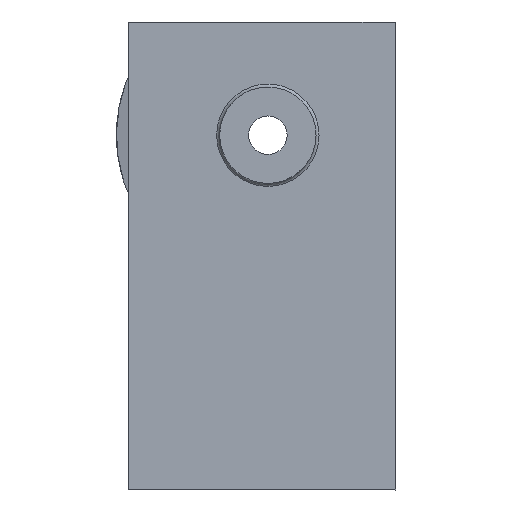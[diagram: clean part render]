
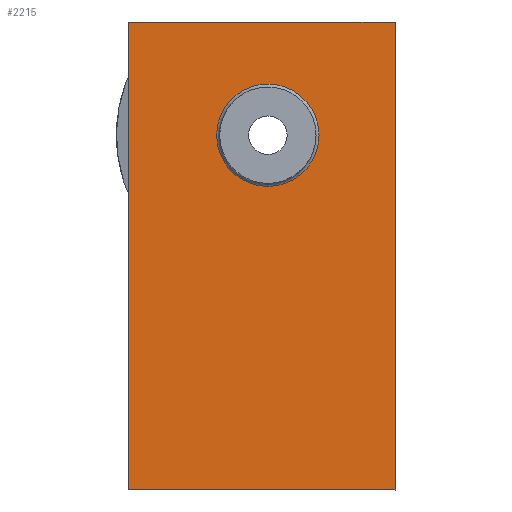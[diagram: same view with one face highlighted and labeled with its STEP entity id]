
A CAD part, left-side view. The second image highlights one B-rep face of the part: STEP entity #2215.
In plain terms, the highlighted planar face has unit normal (-1, 0, 0).
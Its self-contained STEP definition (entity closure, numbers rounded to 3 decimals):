
#65=FACE_BOUND('',#828,.T.);
#127=PLANE('',#2445);
#271=LINE('',#3645,#472);
#280=LINE('',#3663,#481);
#312=LINE('',#3781,#513);
#317=LINE('',#3801,#518);
#324=LINE('',#3849,#525);
#325=LINE('',#3850,#526);
#326=LINE('',#3851,#527);
#472=VECTOR('',#2937,10.);
#481=VECTOR('',#2956,10.);
#513=VECTOR('',#3044,10.);
#518=VECTOR('',#3055,10.);
#525=VECTOR('',#3080,10.);
#526=VECTOR('',#3081,10.);
#527=VECTOR('',#3082,10.);
#692=FACE_OUTER_BOUND('',#827,.T.);
#827=EDGE_LOOP('',(#2028,#2029,#2030,#2031,#2032,#2033,#2034));
#828=EDGE_LOOP('',(#2035));
#916=CIRCLE('',#2388,4.25);
#1085=VERTEX_POINT('',#3606);
#1099=VERTEX_POINT('',#3642);
#1100=VERTEX_POINT('',#3644);
#1104=VERTEX_POINT('',#3662);
#1126=VERTEX_POINT('',#3778);
#1127=VERTEX_POINT('',#3780);
#1132=VERTEX_POINT('',#3799);
#1136=VERTEX_POINT('',#3848);
#1356=EDGE_CURVE('',#1085,#1085,#916,.T.);
#1375=EDGE_CURVE('',#1100,#1099,#271,.T.);
#1384=EDGE_CURVE('',#1104,#1100,#280,.T.);
#1427=EDGE_CURVE('',#1127,#1126,#312,.T.);
#1435=EDGE_CURVE('',#1126,#1132,#317,.T.);
#1445=EDGE_CURVE('',#1099,#1136,#324,.T.);
#1446=EDGE_CURVE('',#1136,#1127,#325,.T.);
#1447=EDGE_CURVE('',#1132,#1104,#326,.T.);
#2028=ORIENTED_EDGE('',*,*,#1445,.T.);
#2029=ORIENTED_EDGE('',*,*,#1446,.T.);
#2030=ORIENTED_EDGE('',*,*,#1427,.T.);
#2031=ORIENTED_EDGE('',*,*,#1435,.T.);
#2032=ORIENTED_EDGE('',*,*,#1447,.T.);
#2033=ORIENTED_EDGE('',*,*,#1384,.T.);
#2034=ORIENTED_EDGE('',*,*,#1375,.T.);
#2035=ORIENTED_EDGE('',*,*,#1356,.T.);
#2215=ADVANCED_FACE('',(#692,#65),#127,.T.);
#2388=AXIS2_PLACEMENT_3D('',#3607,#2901,#2902);
#2445=AXIS2_PLACEMENT_3D('',#3847,#3078,#3079);
#2901=DIRECTION('center_axis',(1.,0.,0.));
#2902=DIRECTION('ref_axis',(0.,0.,1.));
#2937=DIRECTION('',(0.,1.,0.));
#2956=DIRECTION('',(0.,1.,0.));
#3044=DIRECTION('',(0.,0.,-1.));
#3055=DIRECTION('',(0.,-1.,0.));
#3078=DIRECTION('center_axis',(-1.,0.,0.));
#3079=DIRECTION('ref_axis',(0.,0.,1.));
#3080=DIRECTION('',(0.,1.,0.));
#3081=DIRECTION('',(0.,0.,-1.));
#3082=DIRECTION('',(0.,0.,1.));
#3606=CARTESIAN_POINT('',(-9.1,5.7,5.35));
#3607=CARTESIAN_POINT('Origin',(-9.1,5.7,9.6));
#3642=CARTESIAN_POINT('',(-9.1,-1.258,19.));
#3644=CARTESIAN_POINT('',(-9.1,-2.8,19.));
#3645=CARTESIAN_POINT('',(-9.1,-1.258,19.));
#3662=CARTESIAN_POINT('',(-9.1,-4.9,19.));
#3663=CARTESIAN_POINT('',(-9.1,-2.8,19.));
#3778=CARTESIAN_POINT('',(-9.1,17.3,-19.85));
#3780=CARTESIAN_POINT('',(-9.1,17.3,-17.75));
#3781=CARTESIAN_POINT('',(-9.1,17.3,-19.85));
#3799=CARTESIAN_POINT('',(-9.1,-4.9,-19.85));
#3801=CARTESIAN_POINT('',(-9.1,-4.9,-19.85));
#3847=CARTESIAN_POINT('Origin',(-9.1,6.2,-0.425));
#3848=CARTESIAN_POINT('',(-9.1,17.3,19.));
#3849=CARTESIAN_POINT('',(-9.1,-2.8,19.));
#3850=CARTESIAN_POINT('',(-9.1,17.3,19.));
#3851=CARTESIAN_POINT('',(-9.1,-4.9,19.));
